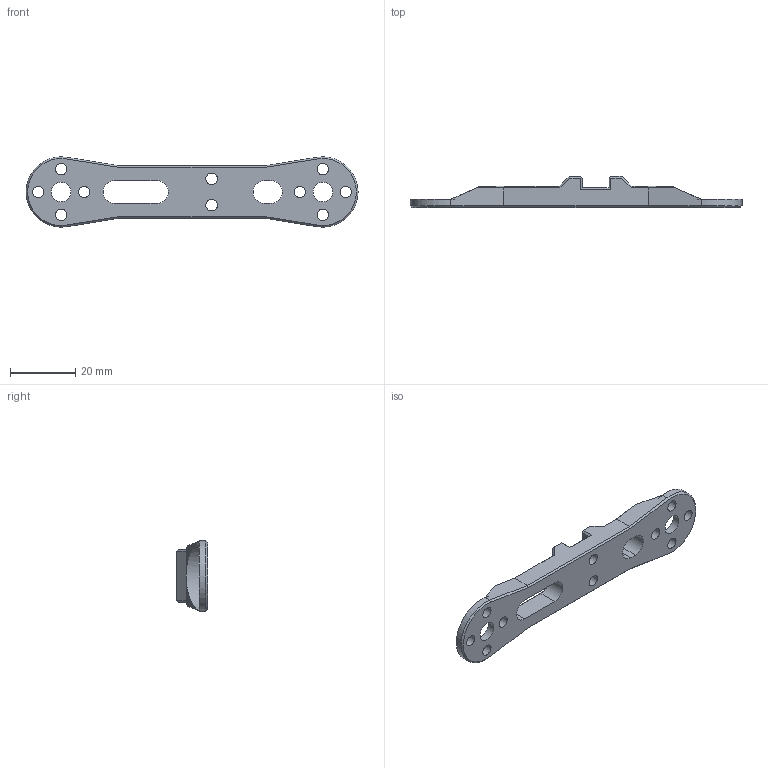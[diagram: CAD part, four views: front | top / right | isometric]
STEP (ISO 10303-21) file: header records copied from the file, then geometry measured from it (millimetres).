
FILE_DESCRIPTION(/* description */ (''),/* implementation_level */ '2;1');
FILE_NAME(/* name */ 'FemurSide2.step',/* time_stamp */ '2022-12-03T14:14:21-06:00',/* author */ (''),/* organization */ (''),/* preprocessor_version */ 'ST-DEVELOPER v19.2',/* originating_system */ 'Autodesk Translation Framework v11.17.0.187',/* authorisation */ '');
FILE_SCHEMA (('AUTOMOTIVE_DESIGN { 1 0 10303 214 3 1 1 }'));
Length unit declared in the file: millimetre
Products named in the file (1): FemurSide2
Bounding box: 101.5 x 9.5 x 21.5 mm (x, y, z)
Volume: 7163.5 mm3; surface area: 5102.8 mm2
Topology: 1 solids, 1 shells, 86 faces, 210 edges, 126 vertices
Faces by surface type: plane 56, cylinder 24, torus 4, cone 2
Full cylindrical faces by diameter (mm): 3.5 x10, 6 x2
Entity records: 2563 total; most frequent: DIRECTION 440, CARTESIAN_POINT 423, ORIENTED_EDGE 420, EDGE_CURVE 210, LINE 154, VECTOR 154, AXIS2_PLACEMENT_3D 143, VERTEX_POINT 126
